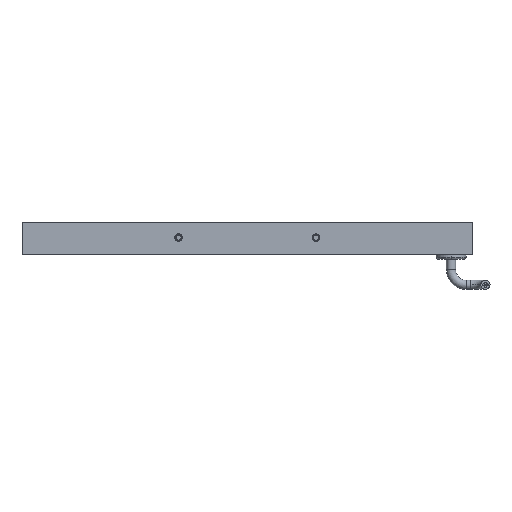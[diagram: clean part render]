
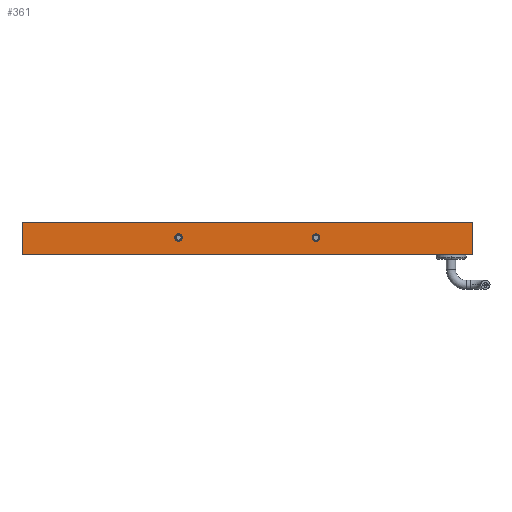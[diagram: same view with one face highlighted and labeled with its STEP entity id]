
A CAD part, front view. The second image highlights one B-rep face of the part: STEP entity #361.
In plain terms, the highlighted planar face has unit normal (0, -1, 0).
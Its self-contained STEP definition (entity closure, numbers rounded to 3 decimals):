
#131 = CARTESIAN_POINT ( 'NONE',  ( 105., 0., 0. ) ) ;
#361 = ADVANCED_FACE ( 'NONE', ( #3667, #8733, #583 ), #5122, .F. ) ;
#376 = LINE ( 'NONE', #7722, #2043 ) ;
#399 = VERTEX_POINT ( 'NONE', #6604 ) ;
#583 = FACE_OUTER_BOUND ( 'NONE', #4479, .T. ) ;
#714 = VERTEX_POINT ( 'NONE', #4468 ) ;
#926 = VERTEX_POINT ( 'NONE', #3032 ) ;
#929 = EDGE_CURVE ( 'NONE', #6252, #926, #7067, .T. ) ;
#949 = CIRCLE ( 'NONE', #2355, 1.75 ) ;
#1140 = DIRECTION ( 'NONE',  ( 0., 0., -1. ) ) ;
#1156 = EDGE_CURVE ( 'NONE', #8741, #7487, #5836, .T. ) ;
#1184 = CARTESIAN_POINT ( 'NONE',  ( 105., 0., 0. ) ) ;
#1337 = DIRECTION ( 'NONE',  ( 0., 1., 0. ) ) ;
#1512 = LINE ( 'NONE', #131, #2007 ) ;
#1524 = AXIS2_PLACEMENT_3D ( 'NONE', #3790, #6623, #6726 ) ;
#1596 = DIRECTION ( 'NONE',  ( 0., 0., 1. ) ) ;
#2007 = VECTOR ( 'NONE', #3160, 1000. ) ;
#2043 = VECTOR ( 'NONE', #2634, 1000. ) ;
#2150 = DIRECTION ( 'NONE',  ( 0., 1., 0. ) ) ;
#2169 = AXIS2_PLACEMENT_3D ( 'NONE', #5268, #8179, #1596 ) ;
#2323 = EDGE_LOOP ( 'NONE', ( #3168, #2748 ) ) ;
#2355 = AXIS2_PLACEMENT_3D ( 'NONE', #2897, #1337, #9450 ) ;
#2634 = DIRECTION ( 'NONE',  ( -1., 0., 0. ) ) ;
#2748 = ORIENTED_EDGE ( 'NONE', *, *, #2777, .T. ) ;
#2777 = EDGE_CURVE ( 'NONE', #926, #6252, #6807, .T. ) ;
#2897 = CARTESIAN_POINT ( 'NONE',  ( 32., 0., 8. ) ) ;
#2933 = DIRECTION ( 'NONE',  ( 0., 0., 1. ) ) ;
#2995 = EDGE_CURVE ( 'NONE', #8741, #399, #376, .T. ) ;
#3032 = CARTESIAN_POINT ( 'NONE',  ( -32., 0., 6.25 ) ) ;
#3160 = DIRECTION ( 'NONE',  ( -1., 0., 0. ) ) ;
#3168 = ORIENTED_EDGE ( 'NONE', *, *, #929, .T. ) ;
#3460 = EDGE_CURVE ( 'NONE', #399, #4931, #4094, .T. ) ;
#3515 = EDGE_LOOP ( 'NONE', ( #6569, #6157 ) ) ;
#3627 = DIRECTION ( 'NONE',  ( 0., 0., 1. ) ) ;
#3667 = FACE_BOUND ( 'NONE', #2323, .T. ) ;
#3790 = CARTESIAN_POINT ( 'NONE',  ( -32., 0., 8. ) ) ;
#3816 = DIRECTION ( 'NONE',  ( 0., 0., -1. ) ) ;
#3830 = AXIS2_PLACEMENT_3D ( 'NONE', #8632, #7226, #3627 ) ;
#3842 = ORIENTED_EDGE ( 'NONE', *, *, #3972, .F. ) ;
#3870 = VECTOR ( 'NONE', #3816, 1000. ) ;
#3972 = EDGE_CURVE ( 'NONE', #7487, #4931, #1512, .T. ) ;
#4094 = LINE ( 'NONE', #4806, #8195 ) ;
#4468 = CARTESIAN_POINT ( 'NONE',  ( 32., 0., 9.75 ) ) ;
#4479 = EDGE_LOOP ( 'NONE', ( #8907, #3842, #6603, #5069 ) ) ;
#4581 = EDGE_CURVE ( 'NONE', #714, #8402, #9410, .T. ) ;
#4806 = CARTESIAN_POINT ( 'NONE',  ( -105., 0., 0. ) ) ;
#4931 = VERTEX_POINT ( 'NONE', #7136 ) ;
#5069 = ORIENTED_EDGE ( 'NONE', *, *, #2995, .T. ) ;
#5122 = PLANE ( 'NONE',  #3830 ) ;
#5258 = EDGE_CURVE ( 'NONE', #8402, #714, #949, .T. ) ;
#5268 = CARTESIAN_POINT ( 'NONE',  ( 32., 0., 8. ) ) ;
#5836 = LINE ( 'NONE', #7273, #3870 ) ;
#6157 = ORIENTED_EDGE ( 'NONE', *, *, #5258, .T. ) ;
#6177 = CARTESIAN_POINT ( 'NONE',  ( -32., 0., 9.75 ) ) ;
#6252 = VERTEX_POINT ( 'NONE', #6177 ) ;
#6449 = CARTESIAN_POINT ( 'NONE',  ( 105., 0., 15. ) ) ;
#6569 = ORIENTED_EDGE ( 'NONE', *, *, #4581, .T. ) ;
#6603 = ORIENTED_EDGE ( 'NONE', *, *, #1156, .F. ) ;
#6604 = CARTESIAN_POINT ( 'NONE',  ( -105., 0., 15. ) ) ;
#6623 = DIRECTION ( 'NONE',  ( 0., 1., 0. ) ) ;
#6726 = DIRECTION ( 'NONE',  ( 0., 0., 1. ) ) ;
#6807 = CIRCLE ( 'NONE', #7408, 1.75 ) ;
#7067 = CIRCLE ( 'NONE', #1524, 1.75 ) ;
#7136 = CARTESIAN_POINT ( 'NONE',  ( -105., 0., 0. ) ) ;
#7226 = DIRECTION ( 'NONE',  ( 0., 1., 0. ) ) ;
#7273 = CARTESIAN_POINT ( 'NONE',  ( 105., 0., 0. ) ) ;
#7342 = CARTESIAN_POINT ( 'NONE',  ( -32., 0., 8. ) ) ;
#7408 = AXIS2_PLACEMENT_3D ( 'NONE', #7342, #2150, #2933 ) ;
#7487 = VERTEX_POINT ( 'NONE', #1184 ) ;
#7722 = CARTESIAN_POINT ( 'NONE',  ( 105., 0., 15. ) ) ;
#7998 = CARTESIAN_POINT ( 'NONE',  ( 32., 0., 6.25 ) ) ;
#8179 = DIRECTION ( 'NONE',  ( 0., 1., 0. ) ) ;
#8195 = VECTOR ( 'NONE', #1140, 1000. ) ;
#8402 = VERTEX_POINT ( 'NONE', #7998 ) ;
#8632 = CARTESIAN_POINT ( 'NONE',  ( 105., 0., 0. ) ) ;
#8733 = FACE_BOUND ( 'NONE', #3515, .T. ) ;
#8741 = VERTEX_POINT ( 'NONE', #6449 ) ;
#8907 = ORIENTED_EDGE ( 'NONE', *, *, #3460, .T. ) ;
#9410 = CIRCLE ( 'NONE', #2169, 1.75 ) ;
#9450 = DIRECTION ( 'NONE',  ( 0., 0., 1. ) ) ;
